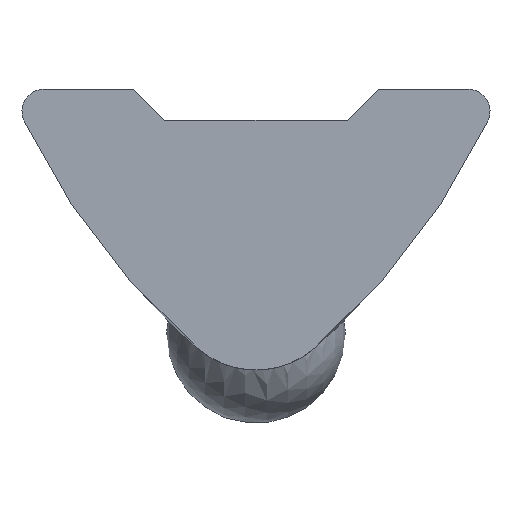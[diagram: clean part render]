
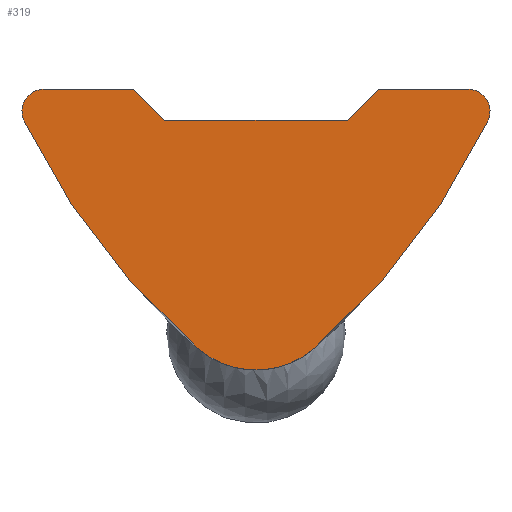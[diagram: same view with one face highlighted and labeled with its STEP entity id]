
A CAD part, front view. The second image highlights one B-rep face of the part: STEP entity #319.
In plain terms, the highlighted planar face has unit normal (0, -1, 0).
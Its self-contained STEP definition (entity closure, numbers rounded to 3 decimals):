
#18=PLANE('',#359);
#42=FACE_OUTER_BOUND('',#58,.T.);
#58=EDGE_LOOP('',(#232,#233,#234,#235,#236,#237,#238,#239,#240,#241));
#76=LINE('',#529,#100);
#77=LINE('',#531,#101);
#78=LINE('',#533,#102);
#79=LINE('',#535,#103);
#80=LINE('',#546,#104);
#100=VECTOR('',#403,10.);
#101=VECTOR('',#404,10.);
#102=VECTOR('',#405,10.);
#103=VECTOR('',#406,10.);
#104=VECTOR('',#417,10.);
#126=CIRCLE('',#360,0.5);
#127=CIRCLE('',#361,16.);
#128=CIRCLE('',#362,2.);
#129=CIRCLE('',#363,16.);
#130=CIRCLE('',#364,0.5);
#144=VERTEX_POINT('',#527);
#145=VERTEX_POINT('',#528);
#146=VERTEX_POINT('',#530);
#147=VERTEX_POINT('',#532);
#148=VERTEX_POINT('',#534);
#149=VERTEX_POINT('',#536);
#150=VERTEX_POINT('',#538);
#151=VERTEX_POINT('',#540);
#152=VERTEX_POINT('',#542);
#153=VERTEX_POINT('',#544);
#180=EDGE_CURVE('',#144,#145,#76,.T.);
#181=EDGE_CURVE('',#145,#146,#77,.T.);
#182=EDGE_CURVE('',#146,#147,#78,.T.);
#183=EDGE_CURVE('',#147,#148,#79,.T.);
#184=EDGE_CURVE('',#148,#149,#126,.T.);
#185=EDGE_CURVE('',#149,#150,#127,.T.);
#186=EDGE_CURVE('',#150,#151,#128,.T.);
#187=EDGE_CURVE('',#151,#152,#129,.T.);
#188=EDGE_CURVE('',#152,#153,#130,.T.);
#189=EDGE_CURVE('',#153,#144,#80,.T.);
#232=ORIENTED_EDGE('',*,*,#180,.T.);
#233=ORIENTED_EDGE('',*,*,#181,.T.);
#234=ORIENTED_EDGE('',*,*,#182,.T.);
#235=ORIENTED_EDGE('',*,*,#183,.T.);
#236=ORIENTED_EDGE('',*,*,#184,.T.);
#237=ORIENTED_EDGE('',*,*,#185,.T.);
#238=ORIENTED_EDGE('',*,*,#186,.T.);
#239=ORIENTED_EDGE('',*,*,#187,.T.);
#240=ORIENTED_EDGE('',*,*,#188,.T.);
#241=ORIENTED_EDGE('',*,*,#189,.T.);
#319=ADVANCED_FACE('',(#42),#18,.F.);
#359=AXIS2_PLACEMENT_3D('',#526,#401,#402);
#360=AXIS2_PLACEMENT_3D('',#537,#407,#408);
#361=AXIS2_PLACEMENT_3D('',#539,#409,#410);
#362=AXIS2_PLACEMENT_3D('',#541,#411,#412);
#363=AXIS2_PLACEMENT_3D('',#543,#413,#414);
#364=AXIS2_PLACEMENT_3D('',#545,#415,#416);
#401=DIRECTION('center_axis',(0.,1.,0.));
#402=DIRECTION('ref_axis',(-1.,0.,0.));
#403=DIRECTION('',(-0.707,0.,-0.707));
#404=DIRECTION('',(-1.,0.,0.));
#405=DIRECTION('',(-0.707,0.,0.707));
#406=DIRECTION('',(-1.,0.,0.));
#407=DIRECTION('center_axis',(0.,-1.,0.));
#408=DIRECTION('ref_axis',(0.,0.,1.));
#409=DIRECTION('center_axis',(0.,-1.,0.));
#410=DIRECTION('ref_axis',(-0.9,0.,-0.435));
#411=DIRECTION('center_axis',(0.,-1.,0.));
#412=DIRECTION('ref_axis',(-0.657,0.,-0.754));
#413=DIRECTION('center_axis',(0.,-1.,0.));
#414=DIRECTION('ref_axis',(0.657,0.,-0.754));
#415=DIRECTION('center_axis',(0.,-1.,0.));
#416=DIRECTION('ref_axis',(0.9,0.,-0.435));
#417=DIRECTION('',(-1.,0.,0.));
#526=CARTESIAN_POINT('Origin',(0.,-8.5,-2.135));
#527=CARTESIAN_POINT('',(2.75,-8.5,0.));
#528=CARTESIAN_POINT('',(2.05,-8.5,-0.7));
#529=CARTESIAN_POINT('',(2.75,-8.5,0.));
#530=CARTESIAN_POINT('',(-2.05,-8.5,-0.7));
#531=CARTESIAN_POINT('',(2.05,-8.5,-0.7));
#532=CARTESIAN_POINT('',(-2.75,-8.5,0.));
#533=CARTESIAN_POINT('',(-2.05,-8.5,-0.7));
#534=CARTESIAN_POINT('',(-4.75,-8.5,0.));
#535=CARTESIAN_POINT('',(-2.75,-8.5,0.));
#536=CARTESIAN_POINT('',(-5.2,-8.5,-0.718));
#537=CARTESIAN_POINT('Origin',(-4.75,-8.5,-0.5));
#538=CARTESIAN_POINT('',(-1.315,-8.5,-5.807));
#539=CARTESIAN_POINT('Origin',(9.203,-8.5,6.25));
#540=CARTESIAN_POINT('',(1.315,-8.5,-5.807));
#541=CARTESIAN_POINT('Origin',(0.,-8.5,-4.3));
#542=CARTESIAN_POINT('',(5.2,-8.5,-0.718));
#543=CARTESIAN_POINT('Origin',(-9.203,-8.5,6.25));
#544=CARTESIAN_POINT('',(4.75,-8.5,0.));
#545=CARTESIAN_POINT('Origin',(4.75,-8.5,-0.5));
#546=CARTESIAN_POINT('',(4.75,-8.5,0.));
